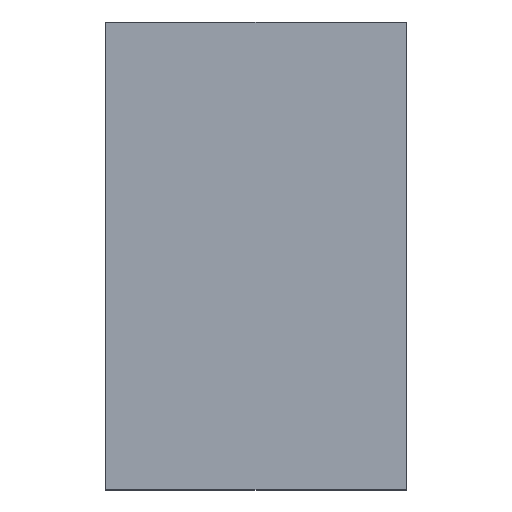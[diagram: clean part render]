
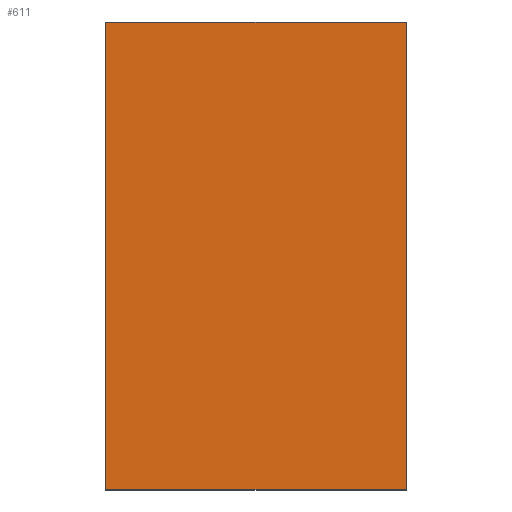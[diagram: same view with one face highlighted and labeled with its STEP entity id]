
A CAD part, top view. The second image highlights one B-rep face of the part: STEP entity #611.
In plain terms, the highlighted planar face has unit normal (0, 0, 1).
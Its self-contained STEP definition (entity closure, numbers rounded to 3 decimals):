
#387=CARTESIAN_POINT('',(8.001,-8.509,8.636));
#386=VERTEX_POINT('',#387);
#397=CARTESIAN_POINT('',(-2.921,-8.509,8.636));
#396=VERTEX_POINT('',#397);
#395=EDGE_CURVE('',#396,#386,#400,.T.);
#400=LINE('',#397,#402);
#402=VECTOR('',#403,10.922);
#403=DIRECTION('',(1.0,0.0,0.0));
#436=CARTESIAN_POINT('',(8.001,8.509,8.636));
#435=VERTEX_POINT('',#436);
#444=EDGE_CURVE('',#386,#435,#449,.T.);
#449=LINE('',#387,#451);
#451=VECTOR('',#452,17.018);
#452=DIRECTION('',(0.0,1.0,0.0));
#485=CARTESIAN_POINT('',(-2.921,8.509,8.636));
#484=VERTEX_POINT('',#485);
#493=EDGE_CURVE('',#435,#484,#498,.T.);
#498=LINE('',#436,#500);
#500=VECTOR('',#501,10.922);
#501=DIRECTION('',(-1.0,0.0,0.0));
#542=EDGE_CURVE('',#484,#396,#547,.T.);
#547=LINE('',#485,#549);
#549=VECTOR('',#550,17.018);
#550=DIRECTION('',(0.0,-1.0,0.0));
#611=ADVANCED_FACE('',(#617),#612,.T.);
#612=PLANE('',#613);
#613=AXIS2_PLACEMENT_3D('',#614,#615,#616);
#614=CARTESIAN_POINT('',(-2.921,-8.509,8.636));
#615=DIRECTION('',(0.0,0.0,1.0));
#616=DIRECTION('',(0.,1.,0.));
#617=FACE_OUTER_BOUND('',#618,.T.);
#618=EDGE_LOOP('',(#619,#629,#639,#649));
#619=ORIENTED_EDGE('',*,*,#395,.T.);
#629=ORIENTED_EDGE('',*,*,#444,.T.);
#639=ORIENTED_EDGE('',*,*,#493,.T.);
#649=ORIENTED_EDGE('',*,*,#542,.T.);
